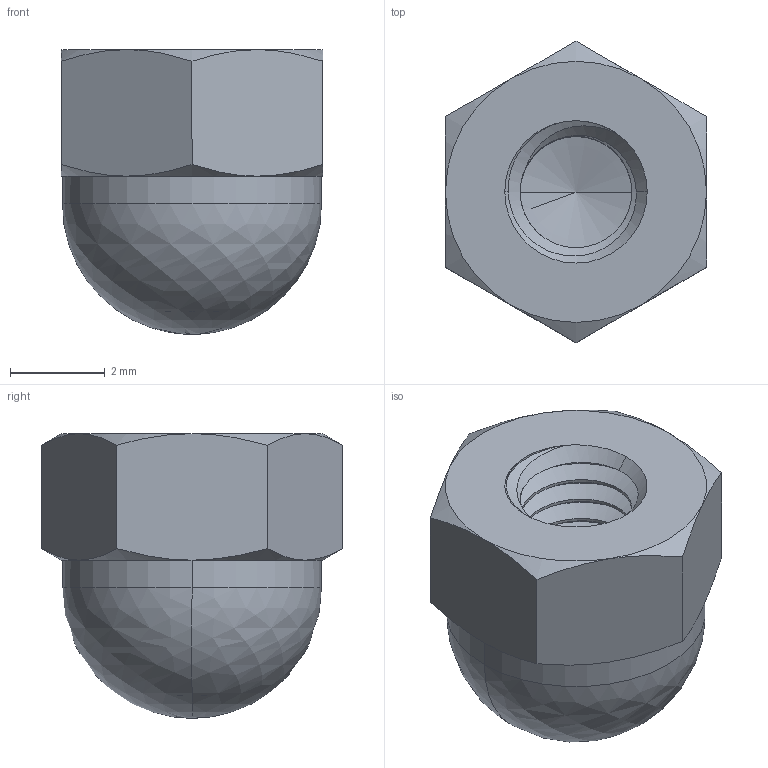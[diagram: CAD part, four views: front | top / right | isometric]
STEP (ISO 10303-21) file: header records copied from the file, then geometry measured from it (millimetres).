
FILE_DESCRIPTION(('FreeCAD Model'),'2;1');
FILE_NAME('Open CASCADE Shape Model','2022-02-15T11:36:23',('Author'),( ''),'Open CASCADE STEP processor 7.5','FreeCAD','Unknown');
FILE_SCHEMA(('AUTOMOTIVE_DESIGN { 1 0 10303 214 1 1 1 1 }'));
Length unit declared in the file: millimetre
Products named in the file (1): 94000A330_18-8 STAINLESS STEEL CAP NUT1_94000A330_002
Bounding box: 5.5 x 6.35 x 6 mm (x, y, z)
Volume: 93.8 mm3; surface area: 219.9 mm2
Topology: 1 solids, 1 shells, 84 faces, 222 edges, 139 vertices
Faces by surface type: cylinder 46, cone 23, plane 11, revolution 2, bspline 2
Entity records: 3907 total; most frequent: CARTESIAN_POINT 2130, ORIENTED_EDGE 436, DIRECTION 299, EDGE_CURVE 218, VERTEX_POINT 139, AXIS2_PLACEMENT_3D 118, FACE_BOUND 87, EDGE_LOOP 87
